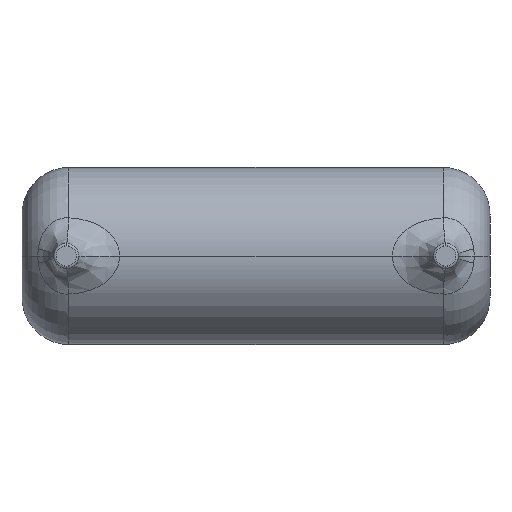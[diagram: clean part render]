
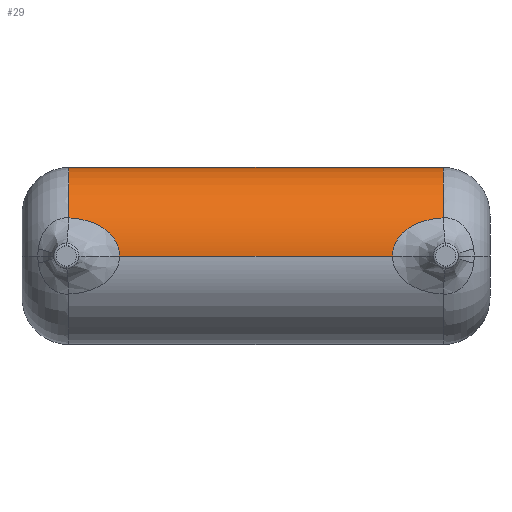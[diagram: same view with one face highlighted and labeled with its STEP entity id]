
A CAD part, front view. The second image highlights one B-rep face of the part: STEP entity #29.
In plain terms, the highlighted cylindrical face has radius 3.5 mm (diameter 7 mm), a partial arc.
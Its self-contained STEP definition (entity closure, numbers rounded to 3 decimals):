
#29 = ADVANCED_FACE ( 'NONE', ( #1423 ), #536, .T. ) ;
#42 = DIRECTION ( 'NONE',  ( 0., 0., 1. ) ) ;
#108 = VERTEX_POINT ( 'NONE', #735 ) ;
#118 = CIRCLE ( 'NONE', #335, 3.5 ) ;
#123 = CARTESIAN_POINT ( 'NONE',  ( -5.531, 1.044, 0.559 ) ) ;
#131 = CARTESIAN_POINT ( 'NONE',  ( 5.89, 1.146, 1.008 ) ) ;
#155 = EDGE_CURVE ( 'NONE', #717, #991, #212, .T. ) ;
#212 = CIRCLE ( 'NONE', #1152, 3.5 ) ;
#235 = B_SPLINE_CURVE_WITH_KNOTS ( 'NONE', 3,
 ( #1063, #1656, #1230, #538, #259, #1626, #131, #1238, #923, #1472, #785, #1337 ),
 .UNSPECIFIED., .F., .F.,
 ( 4, 2, 2, 2, 2, 4 ),
 ( 0., 0., 0.001, 0.001, 0.002, 0.003 ),
 .UNSPECIFIED. ) ;
#242 = CARTESIAN_POINT ( 'NONE',  ( -5.481, 1.028, 0.454 ) ) ;
#259 = CARTESIAN_POINT ( 'NONE',  ( 5.531, 1.044, 0.559 ) ) ;
#335 = AXIS2_PLACEMENT_3D ( 'NONE', #1180, #619, #737 ) ;
#341 = EDGE_CURVE ( 'NONE', #1174, #1712, #1413, .T. ) ;
#372 = CARTESIAN_POINT ( 'NONE',  ( -5.395, 1., 0. ) ) ;
#374 = ORIENTED_EDGE ( 'NONE', *, *, #860, .T. ) ;
#387 = CARTESIAN_POINT ( 'NONE',  ( -6.274, 1.229, 1.253 ) ) ;
#395 = CARTESIAN_POINT ( 'NONE',  ( -7.4, 1.34, 1.506 ) ) ;
#398 = CARTESIAN_POINT ( 'NONE',  ( -7.4, 1.34, 1.506 ) ) ;
#522 = CARTESIAN_POINT ( 'NONE',  ( 9.25, 4.5, 3.5 ) ) ;
#536 = CYLINDRICAL_SURFACE ( 'NONE', #1354, 3.5 ) ;
#538 = CARTESIAN_POINT ( 'NONE',  ( 5.481, 1.028, 0.454 ) ) ;
#600 = LINE ( 'NONE', #1304, #1104 ) ;
#619 = DIRECTION ( 'NONE',  ( -1., 0., 0. ) ) ;
#644 = LINE ( 'NONE', #522, #1482 ) ;
#668 = CARTESIAN_POINT ( 'NONE',  ( -5.89, 1.146, 1.008 ) ) ;
#690 = CARTESIAN_POINT ( 'NONE',  ( 5.395, 1., 0. ) ) ;
#717 = VERTEX_POINT ( 'NONE', #1795 ) ;
#735 = CARTESIAN_POINT ( 'NONE',  ( -7.4, 4.5, 3.5 ) ) ;
#737 = DIRECTION ( 'NONE',  ( 0., -1., 0. ) ) ;
#785 = CARTESIAN_POINT ( 'NONE',  ( 7.166, 1.337, 1.498 ) ) ;
#825 = CARTESIAN_POINT ( 'NONE',  ( -6.935, 1.321, 1.465 ) ) ;
#849 = CARTESIAN_POINT ( 'NONE',  ( -5.395, 1., 0. ) ) ;
#860 = EDGE_CURVE ( 'NONE', #1473, #717, #235, .T. ) ;
#923 = CARTESIAN_POINT ( 'NONE',  ( 6.489, 1.267, 1.343 ) ) ;
#940 = CARTESIAN_POINT ( 'NONE',  ( -5.395, 1., 0.118 ) ) ;
#949 = CARTESIAN_POINT ( 'NONE',  ( -5.413, 1.006, 0.232 ) ) ;
#991 = VERTEX_POINT ( 'NONE', #1433 ) ;
#999 = EDGE_LOOP ( 'NONE', ( #1779, #374, #1544, #1434, #1808, #1317 ) ) ;
#1016 = DIRECTION ( 'NONE',  ( -1., 0., 0. ) ) ;
#1063 = CARTESIAN_POINT ( 'NONE',  ( 5.395, 1., 0. ) ) ;
#1104 = VECTOR ( 'NONE', #1016, 1000. ) ;
#1115 = DIRECTION ( 'NONE',  ( -1., 0., 0. ) ) ;
#1152 = AXIS2_PLACEMENT_3D ( 'NONE', #1162, #1714, #1577 ) ;
#1162 = CARTESIAN_POINT ( 'NONE',  ( 7.4, 4.5, 0. ) ) ;
#1174 = VERTEX_POINT ( 'NONE', #849 ) ;
#1180 = CARTESIAN_POINT ( 'NONE',  ( -7.4, 4.5, 0. ) ) ;
#1230 = CARTESIAN_POINT ( 'NONE',  ( 5.413, 1.006, 0.232 ) ) ;
#1238 = CARTESIAN_POINT ( 'NONE',  ( 6.274, 1.229, 1.253 ) ) ;
#1240 = EDGE_CURVE ( 'NONE', #1473, #1174, #600, .T. ) ;
#1247 = CARTESIAN_POINT ( 'NONE',  ( 0., 4.5, 0. ) ) ;
#1258 = EDGE_CURVE ( 'NONE', #1712, #108, #118, .T. ) ;
#1304 = CARTESIAN_POINT ( 'NONE',  ( 0., 1., 0. ) ) ;
#1317 = ORIENTED_EDGE ( 'NONE', *, *, #341, .F. ) ;
#1337 = CARTESIAN_POINT ( 'NONE',  ( 7.4, 1.34, 1.506 ) ) ;
#1354 = AXIS2_PLACEMENT_3D ( 'NONE', #1247, #1115, #42 ) ;
#1370 = CARTESIAN_POINT ( 'NONE',  ( -7.166, 1.337, 1.498 ) ) ;
#1413 = B_SPLINE_CURVE_WITH_KNOTS ( 'NONE', 3,
 ( #372, #940, #949, #242, #123, #1797, #668, #387, #1514, #825, #1370, #398 ),
 .UNSPECIFIED., .F., .F.,
 ( 4, 2, 2, 2, 2, 4 ),
 ( 0., 0., 0.001, 0.001, 0.002, 0.003 ),
 .UNSPECIFIED. ) ;
#1423 = FACE_OUTER_BOUND ( 'NONE', #999, .T. ) ;
#1433 = CARTESIAN_POINT ( 'NONE',  ( 7.4, 4.5, 3.5 ) ) ;
#1434 = ORIENTED_EDGE ( 'NONE', *, *, #1801, .F. ) ;
#1472 = CARTESIAN_POINT ( 'NONE',  ( 6.935, 1.321, 1.465 ) ) ;
#1473 = VERTEX_POINT ( 'NONE', #690 ) ;
#1482 = VECTOR ( 'NONE', #1579, 1000. ) ;
#1514 = CARTESIAN_POINT ( 'NONE',  ( -6.489, 1.267, 1.343 ) ) ;
#1544 = ORIENTED_EDGE ( 'NONE', *, *, #155, .T. ) ;
#1577 = DIRECTION ( 'NONE',  ( 0., -1., 0. ) ) ;
#1579 = DIRECTION ( 'NONE',  ( 1., 0., 0. ) ) ;
#1626 = CARTESIAN_POINT ( 'NONE',  ( 5.716, 1.098, 0.847 ) ) ;
#1656 = CARTESIAN_POINT ( 'NONE',  ( 5.395, 1., 0.118 ) ) ;
#1712 = VERTEX_POINT ( 'NONE', #395 ) ;
#1714 = DIRECTION ( 'NONE',  ( -1., 0., 0. ) ) ;
#1779 = ORIENTED_EDGE ( 'NONE', *, *, #1240, .F. ) ;
#1795 = CARTESIAN_POINT ( 'NONE',  ( 7.4, 1.34, 1.506 ) ) ;
#1797 = CARTESIAN_POINT ( 'NONE',  ( -5.716, 1.098, 0.847 ) ) ;
#1801 = EDGE_CURVE ( 'NONE', #108, #991, #644, .T. ) ;
#1808 = ORIENTED_EDGE ( 'NONE', *, *, #1258, .F. ) ;
